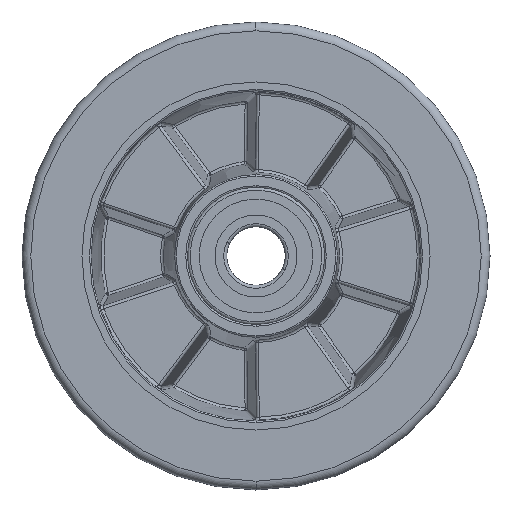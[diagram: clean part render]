
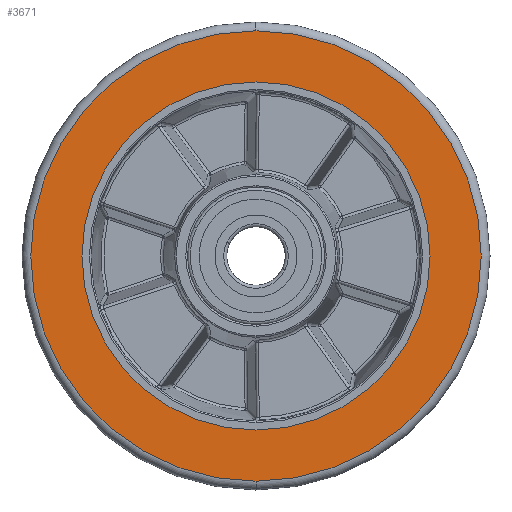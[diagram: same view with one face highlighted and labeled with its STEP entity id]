
A CAD part, left-side view. The second image highlights one B-rep face of the part: STEP entity #3671.
In plain terms, the highlighted planar face has unit normal (-1, 0, 0).
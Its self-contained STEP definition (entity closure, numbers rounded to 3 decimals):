
#190 = PLANE ( 'NONE',  #1611 ) ;
#346 = EDGE_CURVE ( 'NONE', #10125, #3016, #13336, .T. ) ;
#788 = CARTESIAN_POINT ( 'NONE',  ( -25., 0., 77. ) ) ;
#893 = AXIS2_PLACEMENT_3D ( 'NONE', #15781, #10159, #5637 ) ;
#1433 = EDGE_CURVE ( 'NONE', #14638, #10020, #10868, .T. ) ;
#1531 = DIRECTION ( 'NONE',  ( -1., 0., 0. ) ) ;
#1611 = AXIS2_PLACEMENT_3D ( 'NONE', #6886, #2052, #15051 ) ;
#1799 = EDGE_LOOP ( 'NONE', ( #18807, #12744 ) ) ;
#2052 = DIRECTION ( 'NONE',  ( 1., 0., 0. ) ) ;
#2162 = DIRECTION ( 'NONE',  ( 0., 0., 1. ) ) ;
#2291 = DIRECTION ( 'NONE',  ( 0., 0., -1. ) ) ;
#3016 = VERTEX_POINT ( 'NONE', #17247 ) ;
#3513 = CARTESIAN_POINT ( 'NONE',  ( -25., 0., 0. ) ) ;
#3671 = ADVANCED_FACE ( 'NONE', ( #14959, #13521 ), #190, .F. ) ;
#4504 = AXIS2_PLACEMENT_3D ( 'NONE', #15021, #1531, #14836 ) ;
#5227 = DIRECTION ( 'NONE',  ( -1., 0., 0. ) ) ;
#5637 = DIRECTION ( 'NONE',  ( 0., 0., 1. ) ) ;
#6065 = CIRCLE ( 'NONE', #4504, 77. ) ;
#6661 = EDGE_CURVE ( 'NONE', #10020, #14638, #6065, .T. ) ;
#6886 = CARTESIAN_POINT ( 'NONE',  ( -25., 59.5, 0. ) ) ;
#7741 = CARTESIAN_POINT ( 'NONE',  ( -25., 0., 59.5 ) ) ;
#7899 = AXIS2_PLACEMENT_3D ( 'NONE', #3513, #15344, #2162 ) ;
#8202 = ORIENTED_EDGE ( 'NONE', *, *, #6661, .T. ) ;
#8674 = EDGE_CURVE ( 'NONE', #3016, #10125, #9139, .T. ) ;
#9139 = CIRCLE ( 'NONE', #7899, 59.5 ) ;
#10020 = VERTEX_POINT ( 'NONE', #15889 ) ;
#10125 = VERTEX_POINT ( 'NONE', #7741 ) ;
#10159 = DIRECTION ( 'NONE',  ( -1., 0., 0. ) ) ;
#10868 = CIRCLE ( 'NONE', #11179, 77. ) ;
#11179 = AXIS2_PLACEMENT_3D ( 'NONE', #12588, #5227, #2291 ) ;
#12588 = CARTESIAN_POINT ( 'NONE',  ( -25., 0., 0. ) ) ;
#12744 = ORIENTED_EDGE ( 'NONE', *, *, #8674, .F. ) ;
#13336 = CIRCLE ( 'NONE', #893, 59.5 ) ;
#13521 = FACE_BOUND ( 'NONE', #1799, .T. ) ;
#14538 = EDGE_LOOP ( 'NONE', ( #8202, #16807 ) ) ;
#14638 = VERTEX_POINT ( 'NONE', #788 ) ;
#14836 = DIRECTION ( 'NONE',  ( 0., 0., -1. ) ) ;
#14959 = FACE_OUTER_BOUND ( 'NONE', #14538, .T. ) ;
#15021 = CARTESIAN_POINT ( 'NONE',  ( -25., 0., 0. ) ) ;
#15051 = DIRECTION ( 'NONE',  ( 0., 0., -1. ) ) ;
#15344 = DIRECTION ( 'NONE',  ( -1., 0., 0. ) ) ;
#15781 = CARTESIAN_POINT ( 'NONE',  ( -25., 0., 0. ) ) ;
#15889 = CARTESIAN_POINT ( 'NONE',  ( -25., 0., -77. ) ) ;
#16807 = ORIENTED_EDGE ( 'NONE', *, *, #1433, .T. ) ;
#17247 = CARTESIAN_POINT ( 'NONE',  ( -25., 0., -59.5 ) ) ;
#18807 = ORIENTED_EDGE ( 'NONE', *, *, #346, .F. ) ;
